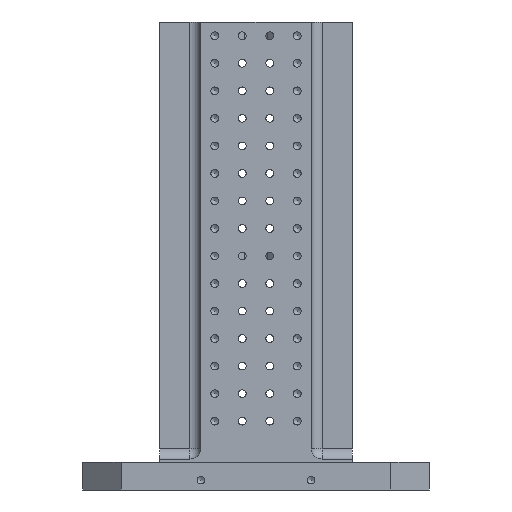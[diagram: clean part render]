
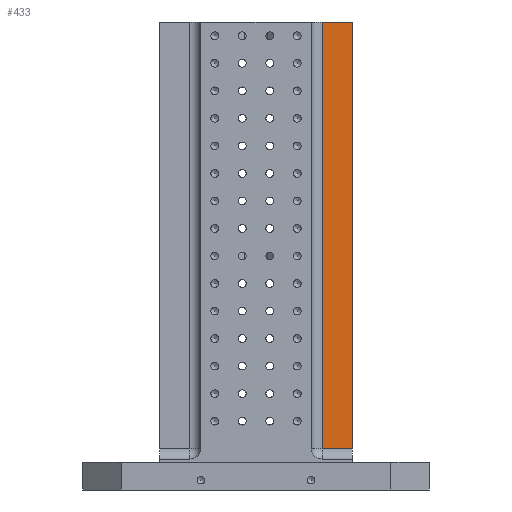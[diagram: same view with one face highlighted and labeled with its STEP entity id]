
A CAD part, front view. The second image highlights one B-rep face of the part: STEP entity #433.
In plain terms, the highlighted planar face has unit normal (0, -1, 0).
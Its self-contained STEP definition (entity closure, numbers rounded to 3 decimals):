
#433 = ADVANCED_FACE( '', ( #1904 ), #1905, .F. );
#1904 = FACE_OUTER_BOUND( '', #3839, .T. );
#1905 = PLANE( '', #3840 );
#3839 = EDGE_LOOP( '', ( #6966, #6967, #6968, #6969 ) );
#3840 = AXIS2_PLACEMENT_3D( '', #6970, #6971, #6972 );
#6966 = ORIENTED_EDGE( '', *, *, #9281, .T. );
#6967 = ORIENTED_EDGE( '', *, *, #8784, .T. );
#6968 = ORIENTED_EDGE( '', *, *, #8410, .F. );
#6969 = ORIENTED_EDGE( '', *, *, #9249, .F. );
#6970 = CARTESIAN_POINT( '', ( 0., -100., 850. ) );
#6971 = DIRECTION( '', ( 0., 1., 0. ) );
#6972 = DIRECTION( '', ( -1., 0., 0. ) );
#8410 = EDGE_CURVE( '', #9611, #9613, #9614, .T. );
#8784 = EDGE_CURVE( '', #10317, #9613, #10318, .F. );
#9249 = EDGE_CURVE( '', #11023, #9611, #11025, .T. );
#9281 = EDGE_CURVE( '', #11023, #10317, #11069, .T. );
#9611 = VERTEX_POINT( '', #11461 );
#9613 = VERTEX_POINT( '', #11464 );
#9614 = LINE( '', #11465, #11466 );
#10317 = VERTEX_POINT( '', #13190 );
#10318 = LINE( '', #13191, #13192 );
#11023 = VERTEX_POINT( '', #13966 );
#11025 = LINE( '', #13968, #13969 );
#11069 = LINE( '', #14034, #14035 );
#11461 = CARTESIAN_POINT( '', ( 175., -100., 850. ) );
#11464 = CARTESIAN_POINT( '', ( 175., -100., 76. ) );
#11465 = CARTESIAN_POINT( '', ( 175., -100., 850. ) );
#11466 = VECTOR( '', #14687, 1000. );
#13190 = CARTESIAN_POINT( '', ( 120., -100., 76. ) );
#13191 = CARTESIAN_POINT( '', ( 0., -100., 76. ) );
#13192 = VECTOR( '', #15415, 1000. );
#13966 = CARTESIAN_POINT( '', ( 120., -100., 850. ) );
#13968 = CARTESIAN_POINT( '', ( 0., -100., 850. ) );
#13969 = VECTOR( '', #16403, 1000. );
#14034 = CARTESIAN_POINT( '', ( 120., -100., 56. ) );
#14035 = VECTOR( '', #16455, 1000. );
#14687 = DIRECTION( '', ( 0., 0., -1. ) );
#15415 = DIRECTION( '', ( -1., 0., 0. ) );
#16403 = DIRECTION( '', ( 1., 0., 0. ) );
#16455 = DIRECTION( '', ( 0., 0., -1. ) );
